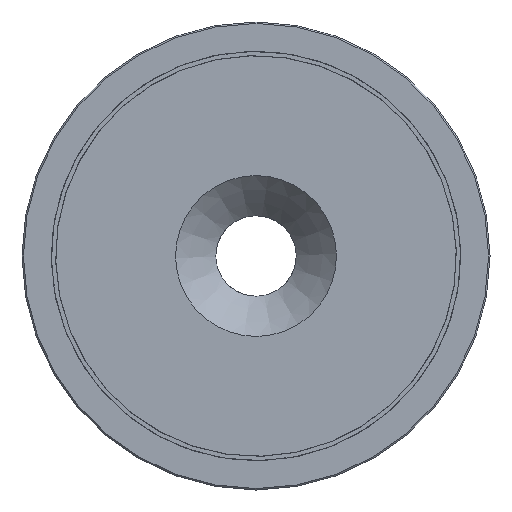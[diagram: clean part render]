
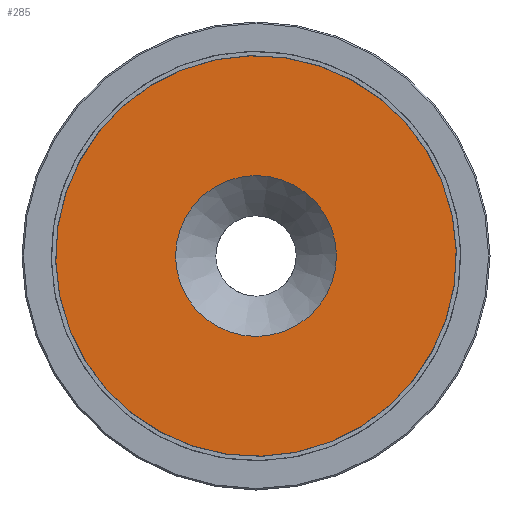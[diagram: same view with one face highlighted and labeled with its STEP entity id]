
A CAD part, front view. The second image highlights one B-rep face of the part: STEP entity #285.
In plain terms, the highlighted face is planar.
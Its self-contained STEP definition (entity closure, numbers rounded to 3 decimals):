
#43=FACE_BOUND('',#88,.T.);
#50=PLANE('',#403);
#67=FACE_OUTER_BOUND('',#87,.T.);
#87=EDGE_LOOP('',(#242,#243));
#88=EDGE_LOOP('',(#244,#245));
#132=CIRCLE('',#401,5.5);
#133=CIRCLE('',#402,5.5);
#134=CIRCLE('',#404,13.7);
#135=CIRCLE('',#405,13.7);
#156=VERTEX_POINT('',#575);
#157=VERTEX_POINT('',#577);
#158=VERTEX_POINT('',#581);
#159=VERTEX_POINT('',#582);
#187=EDGE_CURVE('',#157,#156,#132,.T.);
#188=EDGE_CURVE('',#156,#157,#133,.T.);
#189=EDGE_CURVE('',#158,#159,#134,.T.);
#190=EDGE_CURVE('',#159,#158,#135,.T.);
#242=ORIENTED_EDGE('',*,*,#189,.F.);
#243=ORIENTED_EDGE('',*,*,#190,.F.);
#244=ORIENTED_EDGE('',*,*,#187,.T.);
#245=ORIENTED_EDGE('',*,*,#188,.T.);
#285=ADVANCED_FACE('',(#67,#43),#50,.T.);
#401=AXIS2_PLACEMENT_3D('',#578,#483,#484);
#402=AXIS2_PLACEMENT_3D('',#579,#485,#486);
#403=AXIS2_PLACEMENT_3D('',#580,#487,#488);
#404=AXIS2_PLACEMENT_3D('',#583,#489,#490);
#405=AXIS2_PLACEMENT_3D('',#584,#491,#492);
#483=DIRECTION('center_axis',(1.,0.,0.));
#484=DIRECTION('ref_axis',(0.,0.,-1.));
#485=DIRECTION('center_axis',(1.,0.,0.));
#486=DIRECTION('ref_axis',(0.,0.,-1.));
#487=DIRECTION('center_axis',(-1.,0.,0.));
#488=DIRECTION('ref_axis',(0.,0.,1.));
#489=DIRECTION('center_axis',(1.,0.,0.));
#490=DIRECTION('ref_axis',(0.,0.,-1.));
#491=DIRECTION('center_axis',(1.,0.,0.));
#492=DIRECTION('ref_axis',(0.,0.,-1.));
#575=CARTESIAN_POINT('',(-5.8,-5.5,0.));
#577=CARTESIAN_POINT('',(-5.8,5.5,0.));
#578=CARTESIAN_POINT('Origin',(-5.8,0.,0.));
#579=CARTESIAN_POINT('Origin',(-5.8,0.,0.));
#580=CARTESIAN_POINT('Origin',(-5.8,13.7,0.));
#581=CARTESIAN_POINT('',(-5.8,13.7,0.));
#582=CARTESIAN_POINT('',(-5.8,-13.7,0.));
#583=CARTESIAN_POINT('Origin',(-5.8,0.,0.));
#584=CARTESIAN_POINT('Origin',(-5.8,0.,0.));
